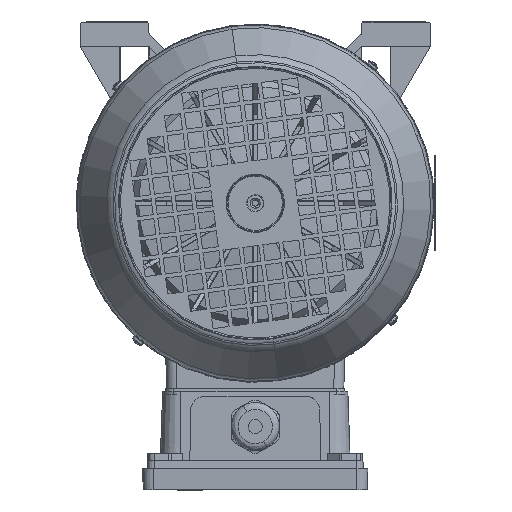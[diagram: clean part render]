
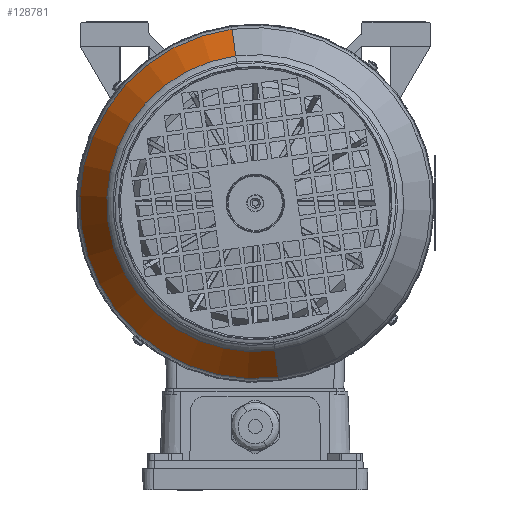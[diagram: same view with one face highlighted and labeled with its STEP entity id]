
A CAD part, left-side view. The second image highlights one B-rep face of the part: STEP entity #128781.
In plain terms, the highlighted conical face has half-angle 29.846 degrees and reference radius 71 mm.
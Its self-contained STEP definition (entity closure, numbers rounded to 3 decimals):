
#107 = VERTEX_POINT ( 'NONE', #102979 ) ;
#2598 = EDGE_CURVE ( 'NONE', #45921, #99592, #4922, .T. ) ;
#4408 = CONICAL_SURFACE ( 'NONE', #23474, 71., 0.521 ) ;
#4922 = CIRCLE ( 'NONE', #45112, 87.174 ) ;
#10089 = CARTESIAN_POINT ( 'NONE',  ( 47.812, 0., 0. ) ) ;
#10486 = CARTESIAN_POINT ( 'NONE',  ( 47.812, 0., 87.174 ) ) ;
#10538 = DIRECTION ( 'NONE',  ( -1., 0., 0. ) ) ;
#17864 = DIRECTION ( 'NONE',  ( -0.867, 0., 0.498 ) ) ;
#23474 = AXIS2_PLACEMENT_3D ( 'NONE', #93414, #52349, #112692 ) ;
#24080 = ORIENTED_EDGE ( 'NONE', *, *, #44982, .T. ) ;
#25176 = LINE ( 'NONE', #85388, #50606 ) ;
#30404 = CARTESIAN_POINT ( 'NONE',  ( 71.158, 0., 0. ) ) ;
#31292 = DIRECTION ( 'NONE',  ( 0., 0., -1. ) ) ;
#37235 = CARTESIAN_POINT ( 'NONE',  ( 47.812, 0., -87.174 ) ) ;
#39697 = LINE ( 'NONE', #80112, #56915 ) ;
#43707 = FACE_OUTER_BOUND ( 'NONE', #80044, .T. ) ;
#44982 = EDGE_CURVE ( 'NONE', #107, #97642, #64203, .T. ) ;
#45112 = AXIS2_PLACEMENT_3D ( 'NONE', #10089, #64338, #31292 ) ;
#45921 = VERTEX_POINT ( 'NONE', #37235 ) ;
#47301 = EDGE_CURVE ( 'NONE', #97642, #45921, #25176, .T. ) ;
#47322 = EDGE_CURVE ( 'NONE', #107, #99592, #39697, .T. ) ;
#50606 = VECTOR ( 'NONE', #105993, 1000. ) ;
#52200 = DIRECTION ( 'NONE',  ( 0., 0., -1. ) ) ;
#52349 = DIRECTION ( 'NONE',  ( -1., 0., 0. ) ) ;
#56915 = VECTOR ( 'NONE', #17864, 1000. ) ;
#64203 = CIRCLE ( 'NONE', #91692, 73.778 ) ;
#64338 = DIRECTION ( 'NONE',  ( 1., 0., 0. ) ) ;
#80044 = EDGE_LOOP ( 'NONE', ( #24080, #121123, #118589, #107772 ) ) ;
#80112 = CARTESIAN_POINT ( 'NONE',  ( 76., 0., 71. ) ) ;
#85388 = CARTESIAN_POINT ( 'NONE',  ( 76., 0., -71. ) ) ;
#91418 = CARTESIAN_POINT ( 'NONE',  ( 71.158, 0., -73.778 ) ) ;
#91692 = AXIS2_PLACEMENT_3D ( 'NONE', #30404, #10538, #52200 ) ;
#93414 = CARTESIAN_POINT ( 'NONE',  ( 76., 0., 0. ) ) ;
#97642 = VERTEX_POINT ( 'NONE', #91418 ) ;
#99592 = VERTEX_POINT ( 'NONE', #10486 ) ;
#102979 = CARTESIAN_POINT ( 'NONE',  ( 71.158, 0., 73.778 ) ) ;
#105993 = DIRECTION ( 'NONE',  ( -0.867, 0., -0.498 ) ) ;
#107772 = ORIENTED_EDGE ( 'NONE', *, *, #47322, .F. ) ;
#112692 = DIRECTION ( 'NONE',  ( 0., 0., 1. ) ) ;
#118589 = ORIENTED_EDGE ( 'NONE', *, *, #2598, .T. ) ;
#121123 = ORIENTED_EDGE ( 'NONE', *, *, #47301, .T. ) ;
#128781 = ADVANCED_FACE ( 'NONE', ( #43707 ), #4408, .T. ) ;
